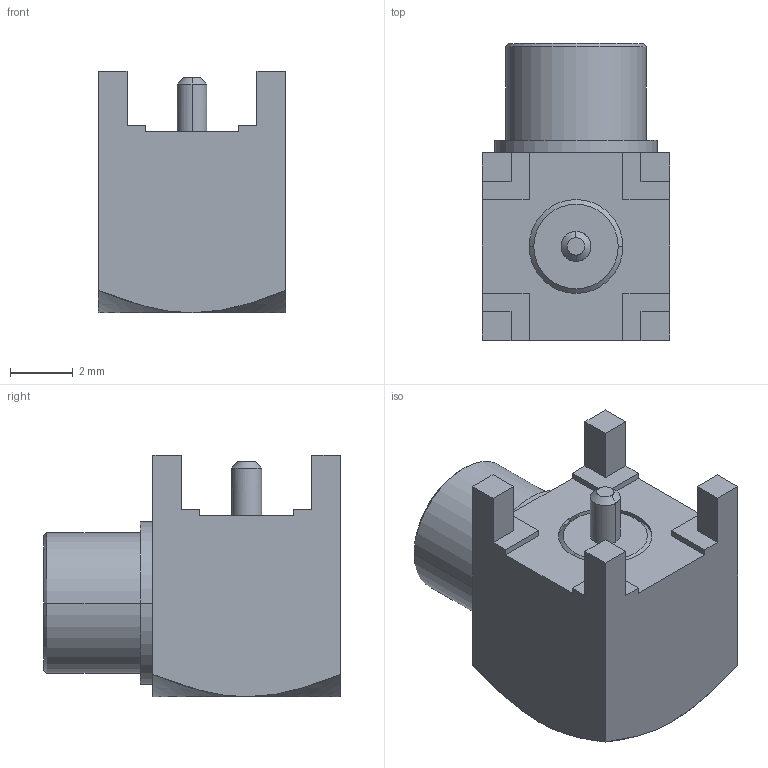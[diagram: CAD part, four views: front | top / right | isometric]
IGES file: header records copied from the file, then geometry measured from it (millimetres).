
Start section:  PTC IGES file: 919-nm119j-51a.igs
Global section: file name: 919-nm119j-51a.igs; native system: Pro/ENGINEER by Parametric Technology Corporation; preprocessor: 2008010; author: rkarthik; organization: Unknown; date: 20091231.084544; units: millimetre
Bounding box: 6 x 9.5 x 7.73 mm (x, y, z)
Surface area: 379.3 mm2 (no closed solid volume)
Topology: 0 solids, 0 shells, 69 faces, 332 edges, 332 vertices
Faces by surface type: bspline 37, revolution 32
